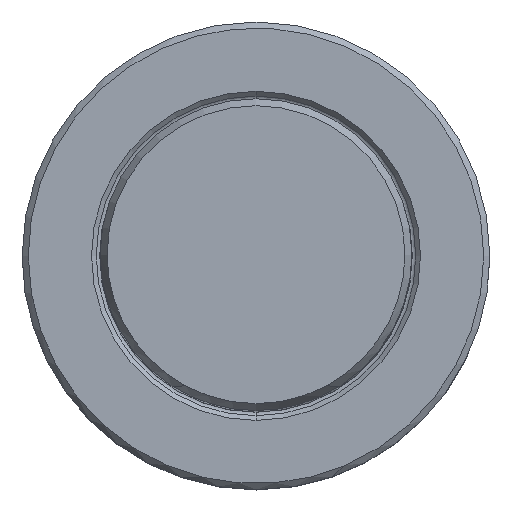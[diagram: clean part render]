
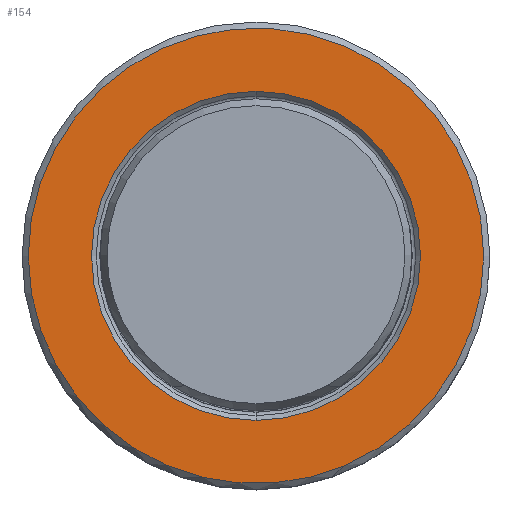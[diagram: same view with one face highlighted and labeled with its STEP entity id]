
A CAD part, top view. The second image highlights one B-rep face of the part: STEP entity #154.
In plain terms, the highlighted planar face has unit normal (0, 0, 1).
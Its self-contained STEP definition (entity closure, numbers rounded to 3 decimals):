
#30=FACE_BOUND('',#297,.T.);
#31=FACE_BOUND('',#298,.T.);
#42=PLANE('',#1263);
#154=ADVANCED_FACE('',(#30,#31),#42,.F.);
#297=EDGE_LOOP('',(#527,#528,#529,#530,#531));
#298=EDGE_LOOP('',(#532,#533));
#527=ORIENTED_EDGE('',*,*,#783,.F.);
#528=ORIENTED_EDGE('',*,*,#784,.F.);
#529=ORIENTED_EDGE('',*,*,#785,.F.);
#530=ORIENTED_EDGE('',*,*,#786,.F.);
#531=ORIENTED_EDGE('',*,*,#787,.F.);
#532=ORIENTED_EDGE('',*,*,#782,.F.);
#533=ORIENTED_EDGE('',*,*,#788,.F.);
#652=VERTEX_POINT('',#2407);
#653=VERTEX_POINT('',#2409);
#654=VERTEX_POINT('',#2413);
#655=VERTEX_POINT('',#2414);
#656=VERTEX_POINT('',#2416);
#657=VERTEX_POINT('',#2418);
#658=VERTEX_POINT('',#2420);
#782=EDGE_CURVE('',#653,#652,#930,.T.);
#783=EDGE_CURVE('',#654,#655,#931,.T.);
#784=EDGE_CURVE('',#656,#654,#932,.T.);
#785=EDGE_CURVE('',#657,#656,#933,.T.);
#786=EDGE_CURVE('',#658,#657,#934,.T.);
#787=EDGE_CURVE('',#655,#658,#935,.T.);
#788=EDGE_CURVE('',#652,#653,#936,.T.);
#930=CIRCLE('',#1255,13.4);
#931=CIRCLE('',#1257,18.55);
#932=CIRCLE('',#1258,18.55);
#933=CIRCLE('',#1259,18.55);
#934=CIRCLE('',#1260,18.55);
#935=CIRCLE('',#1261,18.55);
#936=CIRCLE('',#1262,13.4);
#1255=AXIS2_PLACEMENT_3D('',#2410,#1561,#1562);
#1257=AXIS2_PLACEMENT_3D('',#2412,#1565,#1566);
#1258=AXIS2_PLACEMENT_3D('',#2415,#1567,#1568);
#1259=AXIS2_PLACEMENT_3D('',#2417,#1569,#1570);
#1260=AXIS2_PLACEMENT_3D('',#2419,#1571,#1572);
#1261=AXIS2_PLACEMENT_3D('',#2421,#1573,#1574);
#1262=AXIS2_PLACEMENT_3D('',#2422,#1575,#1576);
#1263=AXIS2_PLACEMENT_3D('',#2423,#1577,#1578);
#1561=DIRECTION('',(0.,0.,1.));
#1562=DIRECTION('',(0.,1.,0.));
#1565=DIRECTION('',(0.,0.,-1.));
#1566=DIRECTION('',(1.,0.,0.));
#1567=DIRECTION('',(0.,0.,-1.));
#1568=DIRECTION('',(0.231,0.973,0.));
#1569=DIRECTION('',(0.,0.,-1.));
#1570=DIRECTION('',(-1.,0.,0.));
#1571=DIRECTION('',(0.,0.,-1.));
#1572=DIRECTION('',(-0.231,-0.973,0.));
#1573=DIRECTION('',(0.,0.,-1.));
#1574=DIRECTION('',(0.388,-0.922,0.));
#1575=DIRECTION('',(0.,0.,1.));
#1576=DIRECTION('',(0.,-1.,0.));
#1577=DIRECTION('',(0.,0.,-1.));
#1578=DIRECTION('',(0.,-1.,0.));
#2407=CARTESIAN_POINT('',(0.,-13.4,0.));
#2409=CARTESIAN_POINT('',(0.,13.4,0.));
#2410=CARTESIAN_POINT('',(0.,0.,0.));
#2412=CARTESIAN_POINT('',(0.,0.,0.));
#2413=CARTESIAN_POINT('',(18.55,0.,0.));
#2414=CARTESIAN_POINT('',(7.195,-17.098,0.));
#2415=CARTESIAN_POINT('',(0.,0.,0.));
#2416=CARTESIAN_POINT('',(4.278,18.05,0.));
#2417=CARTESIAN_POINT('',(0.,0.,0.));
#2418=CARTESIAN_POINT('',(-18.55,0.,0.));
#2419=CARTESIAN_POINT('',(0.,0.,0.));
#2420=CARTESIAN_POINT('',(-4.278,-18.05,0.));
#2421=CARTESIAN_POINT('',(0.,0.,0.));
#2422=CARTESIAN_POINT('',(0.,0.,0.));
#2423=CARTESIAN_POINT('',(0.,0.,0.));
